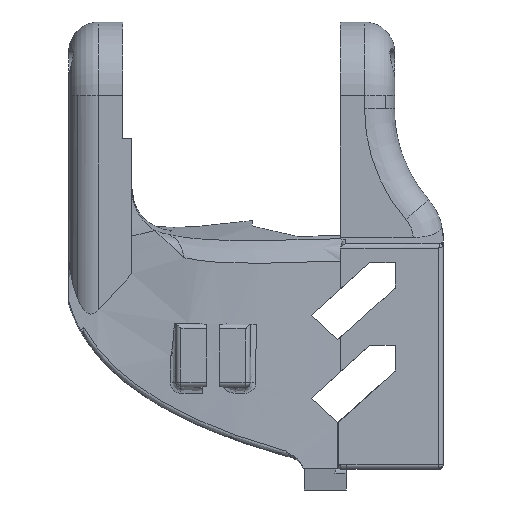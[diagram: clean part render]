
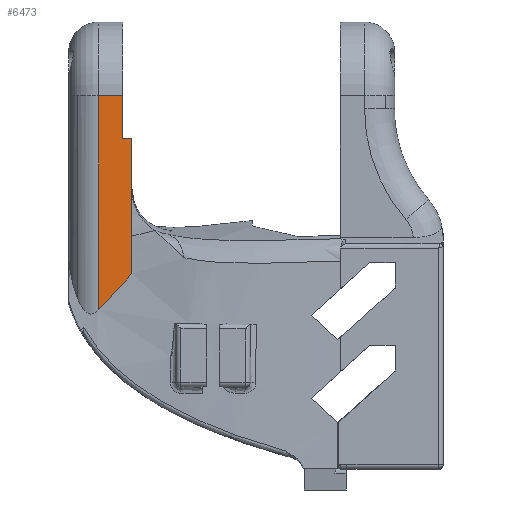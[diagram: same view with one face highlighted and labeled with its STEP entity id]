
A CAD part, front view. The second image highlights one B-rep face of the part: STEP entity #6473.
In plain terms, the highlighted planar face has unit normal (0, -1, 0).
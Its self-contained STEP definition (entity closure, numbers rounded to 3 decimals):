
#528 = LINE ( 'NONE', #9001, #18366 ) ;
#1149 = DIRECTION ( 'NONE',  ( 0., 0., -1. ) ) ;
#1153 = ORIENTED_EDGE ( 'NONE', *, *, #5563, .T. ) ;
#1439 = ORIENTED_EDGE ( 'NONE', *, *, #14170, .F. ) ;
#1528 = LINE ( 'NONE', #8528, #6218 ) ;
#1945 = CARTESIAN_POINT ( 'NONE',  ( -22.1, -11.997, 1. ) ) ;
#2330 = EDGE_LOOP ( 'NONE', ( #8901, #10810, #1153, #1439, #14774, #16029 ) ) ;
#2554 = LINE ( 'NONE', #8237, #7483 ) ;
#4452 = DIRECTION ( 'NONE',  ( 0., 0., 1. ) ) ;
#4463 = CARTESIAN_POINT ( 'NONE',  ( -16.6, -11.997, 2. ) ) ;
#4530 = B_SPLINE_CURVE_WITH_KNOTS ( 'NONE', 3,
 ( #13683, #16360, #18032, #5223 ),
 .UNSPECIFIED., .F., .F.,
 ( 4, 4 ),
 ( -1.215, -0.407 ),
 .UNSPECIFIED. ) ;
#4855 = VERTEX_POINT ( 'NONE', #7656 ) ;
#5084 = DIRECTION ( 'NONE',  ( 1., 0., 0. ) ) ;
#5223 = CARTESIAN_POINT ( 'NONE',  ( -22.1, -11.997, -7.839 ) ) ;
#5422 = EDGE_CURVE ( 'NONE', #13325, #7421, #528, .T. ) ;
#5563 = EDGE_CURVE ( 'NONE', #14462, #14094, #1528, .T. ) ;
#5923 = CARTESIAN_POINT ( 'NONE',  ( -22.1, -11.997, 27.745 ) ) ;
#6218 = VECTOR ( 'NONE', #15743, 1000. ) ;
#6326 = FACE_OUTER_BOUND ( 'NONE', #2330, .T. ) ;
#6473 = ADVANCED_FACE ( 'NONE', ( #6326 ), #12002, .T. ) ;
#6839 = EDGE_CURVE ( 'NONE', #14462, #10730, #4530, .T. ) ;
#7419 = CARTESIAN_POINT ( 'NONE',  ( -16.6, -11.997, 20.569 ) ) ;
#7421 = VERTEX_POINT ( 'NONE', #5923 ) ;
#7483 = VECTOR ( 'NONE', #1149, 1000. ) ;
#7656 = CARTESIAN_POINT ( 'NONE',  ( -18.1, -11.997, 20.569 ) ) ;
#8237 = CARTESIAN_POINT ( 'NONE',  ( -18.1, -11.997, 1. ) ) ;
#8528 = CARTESIAN_POINT ( 'NONE',  ( -16.6, -11.997, 2. ) ) ;
#8897 = EDGE_CURVE ( 'NONE', #10730, #7421, #15785, .T. ) ;
#8901 = ORIENTED_EDGE ( 'NONE', *, *, #8897, .F. ) ;
#9001 = CARTESIAN_POINT ( 'NONE',  ( -16.6, -11.997, 27.745 ) ) ;
#9373 = LINE ( 'NONE', #13370, #14681 ) ;
#10730 = VERTEX_POINT ( 'NONE', #17528 ) ;
#10810 = ORIENTED_EDGE ( 'NONE', *, *, #6839, .F. ) ;
#11728 = DIRECTION ( 'NONE',  ( 0., 0., -1. ) ) ;
#11882 = DIRECTION ( 'NONE',  ( -1., 0., 0. ) ) ;
#12002 = PLANE ( 'NONE',  #16955 ) ;
#12267 = EDGE_CURVE ( 'NONE', #13325, #4855, #2554, .T. ) ;
#13325 = VERTEX_POINT ( 'NONE', #14792 ) ;
#13370 = CARTESIAN_POINT ( 'NONE',  ( -16.6, -11.997, 20.569 ) ) ;
#13683 = CARTESIAN_POINT ( 'NONE',  ( -16.6, -11.997, -1.889 ) ) ;
#14094 = VERTEX_POINT ( 'NONE', #7419 ) ;
#14170 = EDGE_CURVE ( 'NONE', #4855, #14094, #9373, .T. ) ;
#14462 = VERTEX_POINT ( 'NONE', #17143 ) ;
#14601 = DIRECTION ( 'NONE',  ( 0., -1., 0. ) ) ;
#14681 = VECTOR ( 'NONE', #5084, 1000. ) ;
#14774 = ORIENTED_EDGE ( 'NONE', *, *, #12267, .F. ) ;
#14792 = CARTESIAN_POINT ( 'NONE',  ( -18.1, -11.997, 27.745 ) ) ;
#14838 = VECTOR ( 'NONE', #4452, 1000. ) ;
#15743 = DIRECTION ( 'NONE',  ( 0., 0., 1. ) ) ;
#15785 = LINE ( 'NONE', #1945, #14838 ) ;
#16029 = ORIENTED_EDGE ( 'NONE', *, *, #5422, .T. ) ;
#16360 = CARTESIAN_POINT ( 'NONE',  ( -18.488, -11.997, -3.816 ) ) ;
#16955 = AXIS2_PLACEMENT_3D ( 'NONE', #4463, #14601, #11728 ) ;
#17143 = CARTESIAN_POINT ( 'NONE',  ( -16.6, -11.997, -1.889 ) ) ;
#17528 = CARTESIAN_POINT ( 'NONE',  ( -22.1, -11.997, -7.839 ) ) ;
#18032 = CARTESIAN_POINT ( 'NONE',  ( -20.32, -11.997, -5.808 ) ) ;
#18366 = VECTOR ( 'NONE', #11882, 1000. ) ;
